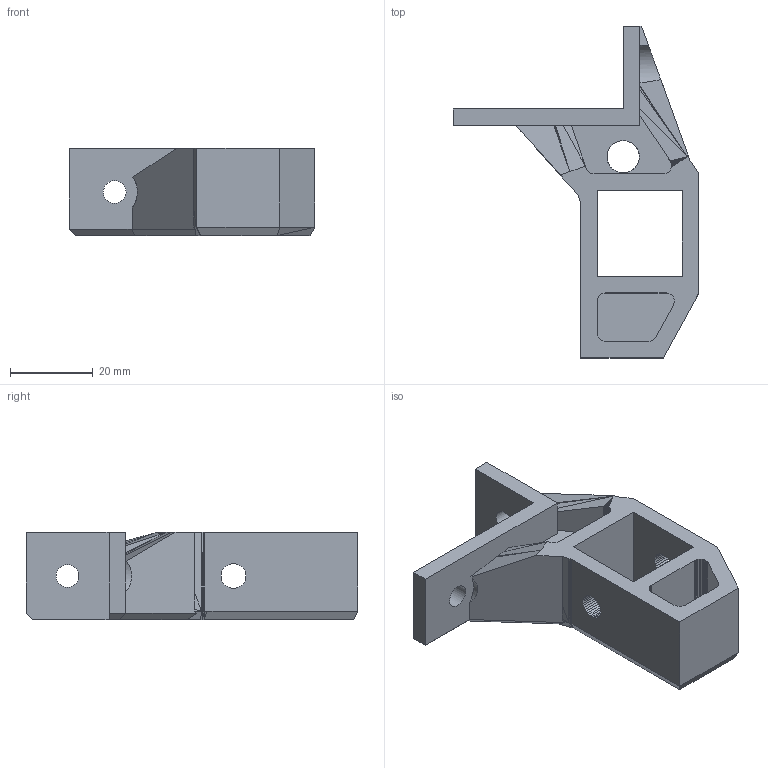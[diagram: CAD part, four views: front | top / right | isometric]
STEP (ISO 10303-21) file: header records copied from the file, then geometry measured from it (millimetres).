
FILE_DESCRIPTION((''),'2;1');
FILE_NAME('Taz Openbuild Y End Bracket Rightt.stp','2015-09-14T21:35:00',('piercet'),(''),'Autodesk Inventor 2013','Autodesk Inventor 2013','');
FILE_SCHEMA(('AUTOMOTIVE_DESIGN { 1 0 10303 214 1 1 1 1 }'));
Length unit declared in the file: millimetre
Products named in the file (1): Taz Openbuild Y
Bounding box: 59.25 x 80 x 21 mm (x, y, z)
Volume: 25235.8 mm3; surface area: 11837.5 mm2
Topology: 2 solids, 2 shells, 447 faces, 967 edges, 525 vertices
Faces by surface type: plane 442, cylinder 5
Full cylindrical faces by diameter (mm): 5.5 x2
Entity records: 11463 total; most frequent: CARTESIAN_POINT 1936, ORIENTED_EDGE 1928, DIRECTION 1873, EDGE_CURVE 964, VECTOR 951, LINE 951, VERTEX_POINT 524, EDGE_LOOP 462
